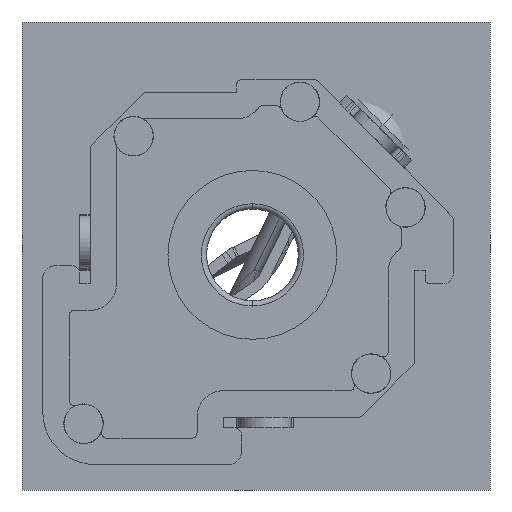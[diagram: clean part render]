
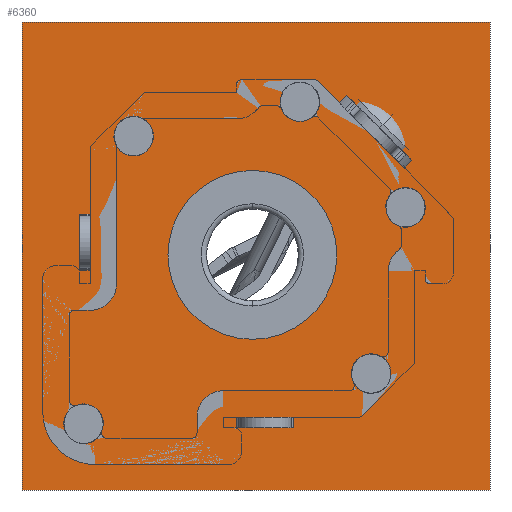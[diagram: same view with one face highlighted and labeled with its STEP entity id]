
A CAD part, front view. The second image highlights one B-rep face of the part: STEP entity #6360.
In plain terms, the highlighted planar face has unit normal (0, -1, 0).
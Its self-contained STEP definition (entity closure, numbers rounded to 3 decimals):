
#1733=CARTESIAN_POINT('',(0.,0.5,0.));
#1734=DIRECTION('',(0.,1.,0.));
#1735=DIRECTION('',(-1.,0.,0.));
#1736=AXIS2_PLACEMENT_3D('',#1733,#1734,#1735);
#1738=CARTESIAN_POINT('',(0.,0.5,0.));
#1739=DIRECTION('',(0.,1.,0.));
#1740=DIRECTION('',(1.,0.,0.));
#1741=AXIS2_PLACEMENT_3D('',#1738,#1739,#1740);
#1743=CARTESIAN_POINT('',(-4.5,0.5,4.5));
#1744=DIRECTION('',(0.,1.,0.));
#1745=DIRECTION('',(1.,0.,0.));
#1746=AXIS2_PLACEMENT_3D('',#1743,#1744,#1745);
#1748=CARTESIAN_POINT('',(-4.5,0.5,4.5));
#1749=DIRECTION('',(0.,1.,0.));
#1750=DIRECTION('',(-1.,0.,0.));
#1751=AXIS2_PLACEMENT_3D('',#1748,#1749,#1750);
#1753=DIRECTION('',(0.,0.,1.));
#1754=VECTOR('',#1753,2.135);
#1755=CARTESIAN_POINT('',(-6.15,0.5,-0.586));
#1756=LINE('',#1755,#1754);
#1757=DIRECTION('',(-1.,0.,0.));
#1758=VECTOR('',#1757,0.4);
#1759=CARTESIAN_POINT('',(-6.15,0.5,1.549));
#1760=LINE('',#1759,#1758);
#1761=DIRECTION('',(0.,0.,1.));
#1762=VECTOR('',#1761,2.135);
#1763=CARTESIAN_POINT('',(-6.55,0.5,-0.586));
#1764=LINE('',#1763,#1762);
#1765=DIRECTION('',(-1.,0.,0.));
#1766=VECTOR('',#1765,0.4);
#1767=CARTESIAN_POINT('',(-6.15,0.5,-0.586));
#1768=LINE('',#1767,#1766);
#1769=DIRECTION('',(1.,0.,0.));
#1770=VECTOR('',#1769,2.135);
#1771=CARTESIAN_POINT('',(-0.586,0.5,-6.55));
#1772=LINE('',#1771,#1770);
#1773=DIRECTION('',(0.,0.,1.));
#1774=VECTOR('',#1773,0.4);
#1775=CARTESIAN_POINT('',(1.549,0.5,-6.55));
#1776=LINE('',#1775,#1774);
#1777=DIRECTION('',(1.,0.,0.));
#1778=VECTOR('',#1777,2.135);
#1779=CARTESIAN_POINT('',(-0.586,0.5,-6.15));
#1780=LINE('',#1779,#1778);
#1781=DIRECTION('',(0.,0.,1.));
#1782=VECTOR('',#1781,0.4);
#1783=CARTESIAN_POINT('',(-0.586,0.5,-6.55));
#1784=LINE('',#1783,#1782);
#1785=DIRECTION('',(0.707,0.,-0.707));
#1786=VECTOR('',#1785,3.499);
#1787=CARTESIAN_POINT('',(3.571,0.5,6.045));
#1788=LINE('',#1787,#1786);
#1789=DIRECTION('',(-0.707,0.,-0.707));
#1790=VECTOR('',#1789,0.4);
#1791=CARTESIAN_POINT('',(3.571,0.5,6.045));
#1792=LINE('',#1791,#1790);
#1793=DIRECTION('',(0.707,0.,-0.707));
#1794=VECTOR('',#1793,3.499);
#1795=CARTESIAN_POINT('',(3.289,0.5,5.762));
#1796=LINE('',#1795,#1794);
#1797=DIRECTION('',(-0.707,0.,-0.707));
#1798=VECTOR('',#1797,0.4);
#1799=CARTESIAN_POINT('',(6.045,0.5,3.571));
#1800=LINE('',#1799,#1798);
#1801=DIRECTION('',(0.,0.,-1.));
#1802=VECTOR('',#1801,17.737);
#1803=CARTESIAN_POINT('',(9.004,0.5,8.826));
#1804=LINE('',#1803,#1802);
#1809=DIRECTION('',(1.,0.,0.));
#1810=VECTOR('',#1809,17.737);
#1811=CARTESIAN_POINT('',(-8.733,0.5,8.826));
#1812=LINE('',#1811,#1810);
#1821=DIRECTION('',(0.,0.,1.));
#1822=VECTOR('',#1821,17.737);
#1823=CARTESIAN_POINT('',(-8.733,0.5,-8.911));
#1824=LINE('',#1823,#1822);
#1833=DIRECTION('',(-1.,0.,0.));
#1834=VECTOR('',#1833,17.737);
#1835=CARTESIAN_POINT('',(9.004,0.5,-8.911));
#1836=LINE('',#1835,#1834);
#2301=CARTESIAN_POINT('',(9.004,0.5,8.826));
#2302=CARTESIAN_POINT('',(9.004,0.5,-8.911));
#2303=VERTEX_POINT('',#2301);
#2304=VERTEX_POINT('',#2302);
#2305=CARTESIAN_POINT('',(-8.733,0.5,-8.911));
#2306=VERTEX_POINT('',#2305);
#2307=CARTESIAN_POINT('',(-8.733,0.5,8.826));
#2308=VERTEX_POINT('',#2307);
#2309=CARTESIAN_POINT('',(-3.2,0.5,0.));
#2310=CARTESIAN_POINT('',(3.2,0.5,0.));
#2311=VERTEX_POINT('',#2309);
#2312=VERTEX_POINT('',#2310);
#2683=CARTESIAN_POINT('',(-3.75,0.5,4.5));
#2684=CARTESIAN_POINT('',(-5.25,0.5,4.5));
#2685=VERTEX_POINT('',#2683);
#2686=VERTEX_POINT('',#2684);
#2687=CARTESIAN_POINT('',(-6.15,0.5,-0.586));
#2688=CARTESIAN_POINT('',(-6.15,0.5,1.549));
#2689=VERTEX_POINT('',#2687);
#2690=VERTEX_POINT('',#2688);
#2691=CARTESIAN_POINT('',(-6.55,0.5,-0.586));
#2692=CARTESIAN_POINT('',(-6.55,0.5,1.549));
#2693=VERTEX_POINT('',#2691);
#2694=VERTEX_POINT('',#2692);
#2724=CARTESIAN_POINT('',(-0.586,0.5,-6.55));
#2725=CARTESIAN_POINT('',(1.549,0.5,-6.55));
#2726=VERTEX_POINT('',#2724);
#2727=VERTEX_POINT('',#2725);
#2728=CARTESIAN_POINT('',(1.549,0.5,-6.15));
#2729=VERTEX_POINT('',#2728);
#2730=CARTESIAN_POINT('',(-0.586,0.5,-6.15));
#2731=VERTEX_POINT('',#2730);
#2766=CARTESIAN_POINT('',(3.571,0.5,6.045));
#2767=CARTESIAN_POINT('',(6.045,0.5,3.571));
#2768=VERTEX_POINT('',#2766);
#2769=VERTEX_POINT('',#2767);
#2770=CARTESIAN_POINT('',(3.289,0.5,5.762));
#2771=VERTEX_POINT('',#2770);
#2772=CARTESIAN_POINT('',(5.762,0.5,3.289));
#2773=VERTEX_POINT('',#2772);
#6305=CARTESIAN_POINT('',(0.136,0.5,-0.042));
#6306=DIRECTION('',(0.,1.,0.));
#6307=DIRECTION('',(-1.,0.,0.));
#6308=AXIS2_PLACEMENT_3D('',#6305,#6306,#6307);
#6309=PLANE('',#6308);
#6311=ORIENTED_EDGE('',*,*,#6310,.T.);
#6313=ORIENTED_EDGE('',*,*,#6312,.T.);
#6315=ORIENTED_EDGE('',*,*,#6314,.T.);
#6317=ORIENTED_EDGE('',*,*,#6316,.T.);
#6318=EDGE_LOOP('',(#6311,#6313,#6315,#6317));
#6319=FACE_OUTER_BOUND('',#6318,.F.);
#6320=ORIENTED_EDGE('',*,*,#2897,.F.);
#6321=ORIENTED_EDGE('',*,*,#3114,.F.);
#6322=EDGE_LOOP('',(#6320,#6321));
#6323=FACE_BOUND('',#6322,.F.);
#6325=ORIENTED_EDGE('',*,*,#6324,.F.);
#6327=ORIENTED_EDGE('',*,*,#6326,.F.);
#6328=EDGE_LOOP('',(#6325,#6327));
#6329=FACE_BOUND('',#6328,.F.);
#6331=ORIENTED_EDGE('',*,*,#6330,.T.);
#6333=ORIENTED_EDGE('',*,*,#6332,.T.);
#6335=ORIENTED_EDGE('',*,*,#6334,.F.);
#6337=ORIENTED_EDGE('',*,*,#6336,.F.);
#6338=EDGE_LOOP('',(#6331,#6333,#6335,#6337));
#6339=FACE_BOUND('',#6338,.F.);
#6341=ORIENTED_EDGE('',*,*,#6340,.T.);
#6343=ORIENTED_EDGE('',*,*,#6342,.T.);
#6345=ORIENTED_EDGE('',*,*,#6344,.F.);
#6347=ORIENTED_EDGE('',*,*,#6346,.F.);
#6348=EDGE_LOOP('',(#6341,#6343,#6345,#6347));
#6349=FACE_BOUND('',#6348,.F.);
#6351=ORIENTED_EDGE('',*,*,#6350,.F.);
#6353=ORIENTED_EDGE('',*,*,#6352,.T.);
#6355=ORIENTED_EDGE('',*,*,#6354,.T.);
#6357=ORIENTED_EDGE('',*,*,#6356,.F.);
#6358=EDGE_LOOP('',(#6351,#6353,#6355,#6357));
#6359=FACE_BOUND('',#6358,.F.);
#1737=CIRCLE('',#1736,3.2);
#1742=CIRCLE('',#1741,3.2);
#1747=CIRCLE('',#1746,0.75);
#1752=CIRCLE('',#1751,0.75);
#2897=EDGE_CURVE('',#2311,#2312,#1737,.T.);
#3114=EDGE_CURVE('',#2312,#2311,#1742,.T.);
#6310=EDGE_CURVE('',#2303,#2304,#1804,.T.);
#6312=EDGE_CURVE('',#2304,#2306,#1836,.T.);
#6314=EDGE_CURVE('',#2306,#2308,#1824,.T.);
#6316=EDGE_CURVE('',#2308,#2303,#1812,.T.);
#6324=EDGE_CURVE('',#2685,#2686,#1747,.T.);
#6326=EDGE_CURVE('',#2686,#2685,#1752,.T.);
#6330=EDGE_CURVE('',#2689,#2690,#1756,.T.);
#6332=EDGE_CURVE('',#2690,#2694,#1760,.T.);
#6334=EDGE_CURVE('',#2693,#2694,#1764,.T.);
#6336=EDGE_CURVE('',#2689,#2693,#1768,.T.);
#6340=EDGE_CURVE('',#2726,#2727,#1772,.T.);
#6342=EDGE_CURVE('',#2727,#2729,#1776,.T.);
#6344=EDGE_CURVE('',#2731,#2729,#1780,.T.);
#6346=EDGE_CURVE('',#2726,#2731,#1784,.T.);
#6350=EDGE_CURVE('',#2768,#2769,#1788,.T.);
#6352=EDGE_CURVE('',#2768,#2771,#1792,.T.);
#6354=EDGE_CURVE('',#2771,#2773,#1796,.T.);
#6356=EDGE_CURVE('',#2769,#2773,#1800,.T.);
#6360=ADVANCED_FACE('',(#6319,#6323,#6329,#6339,#6349,#6359),#6309,.F.);
